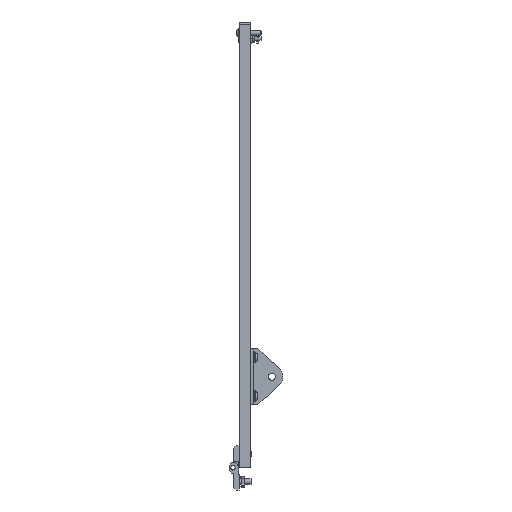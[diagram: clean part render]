
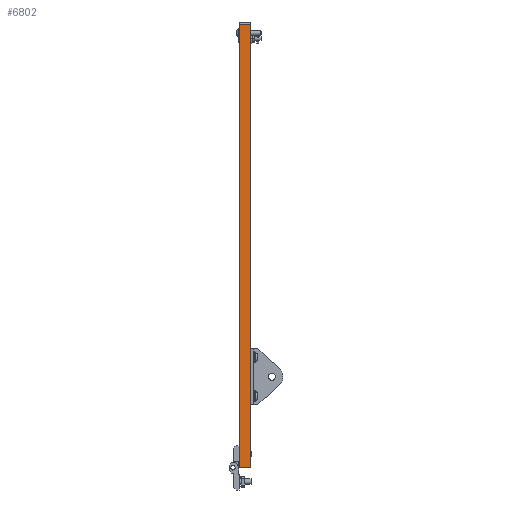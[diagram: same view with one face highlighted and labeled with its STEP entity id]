
A CAD part, left-side view. The second image highlights one B-rep face of the part: STEP entity #6802.
In plain terms, the highlighted planar face has unit normal (-1, 0, 0).
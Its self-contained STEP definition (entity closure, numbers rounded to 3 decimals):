
#36 = VECTOR ( 'NONE', #6266, 1000. ) ;
#196 = LINE ( 'NONE', #6936, #6727 ) ;
#450 = VECTOR ( 'NONE', #7215, 1000. ) ;
#984 = PLANE ( 'NONE',  #4333 ) ;
#1504 = EDGE_CURVE ( 'NONE', #3781, #1623, #1953, .T. ) ;
#1623 = VERTEX_POINT ( 'NONE', #6152 ) ;
#1953 = LINE ( 'NONE', #2131, #6827 ) ;
#2092 = ORIENTED_EDGE ( 'NONE', *, *, #1504, .F. ) ;
#2131 = CARTESIAN_POINT ( 'NONE',  ( -230., 5., 199.5 ) ) ;
#2146 = EDGE_LOOP ( 'NONE', ( #4083, #2092, #6595, #8712 ) ) ;
#2162 = VERTEX_POINT ( 'NONE', #5035 ) ;
#2877 = DIRECTION ( 'NONE',  ( 0., -1., 0. ) ) ;
#3028 = CARTESIAN_POINT ( 'NONE',  ( -230., -5., -199.5 ) ) ;
#3333 = CARTESIAN_POINT ( 'NONE',  ( -230., 5., 199.5 ) ) ;
#3781 = VERTEX_POINT ( 'NONE', #3333 ) ;
#4083 = ORIENTED_EDGE ( 'NONE', *, *, #6450, .T. ) ;
#4333 = AXIS2_PLACEMENT_3D ( 'NONE', #4377, #7101, #6961 ) ;
#4377 = CARTESIAN_POINT ( 'NONE',  ( -230., 5., -199.5 ) ) ;
#4677 = EDGE_CURVE ( 'NONE', #2162, #3781, #7338, .T. ) ;
#5035 = CARTESIAN_POINT ( 'NONE',  ( -230., 5., -199.5 ) ) ;
#5368 = LINE ( 'NONE', #8378, #36 ) ;
#5483 = DIRECTION ( 'NONE',  ( 0., -1., 0. ) ) ;
#6152 = CARTESIAN_POINT ( 'NONE',  ( -230., -5., 199.5 ) ) ;
#6266 = DIRECTION ( 'NONE',  ( 0., 0., 1. ) ) ;
#6450 = EDGE_CURVE ( 'NONE', #7223, #1623, #5368, .T. ) ;
#6460 = EDGE_CURVE ( 'NONE', #2162, #7223, #196, .T. ) ;
#6595 = ORIENTED_EDGE ( 'NONE', *, *, #4677, .F. ) ;
#6727 = VECTOR ( 'NONE', #2877, 1000. ) ;
#6802 = ADVANCED_FACE ( 'NONE', ( #8363 ), #984, .F. ) ;
#6827 = VECTOR ( 'NONE', #5483, 1000. ) ;
#6936 = CARTESIAN_POINT ( 'NONE',  ( -230., 5., -199.5 ) ) ;
#6961 = DIRECTION ( 'NONE',  ( 0., 0., -1. ) ) ;
#7101 = DIRECTION ( 'NONE',  ( 1., 0., 0. ) ) ;
#7215 = DIRECTION ( 'NONE',  ( 0., 0., 1. ) ) ;
#7223 = VERTEX_POINT ( 'NONE', #3028 ) ;
#7338 = LINE ( 'NONE', #7884, #450 ) ;
#7884 = CARTESIAN_POINT ( 'NONE',  ( -230., 5., -199.5 ) ) ;
#8363 = FACE_OUTER_BOUND ( 'NONE', #2146, .T. ) ;
#8378 = CARTESIAN_POINT ( 'NONE',  ( -230., -5., -199.5 ) ) ;
#8712 = ORIENTED_EDGE ( 'NONE', *, *, #6460, .T. ) ;
